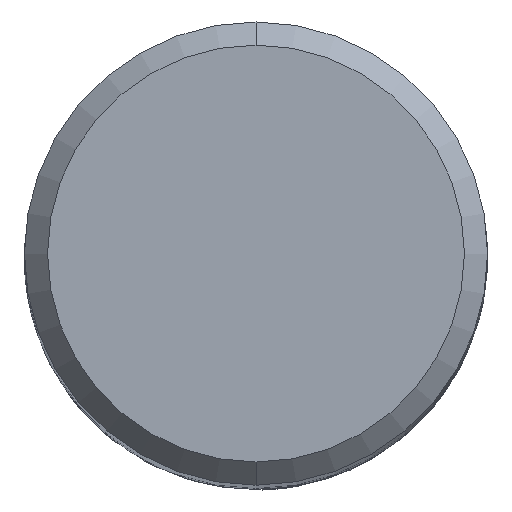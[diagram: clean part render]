
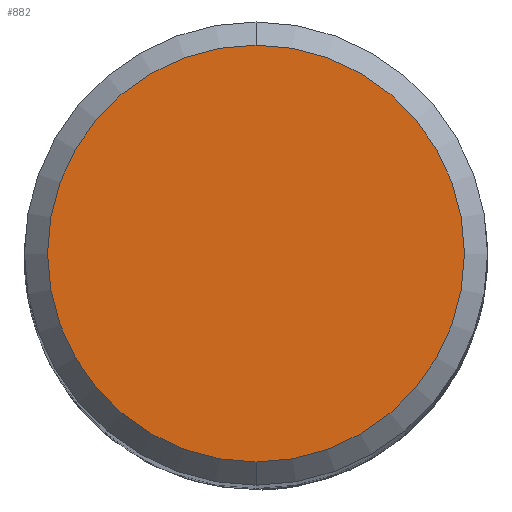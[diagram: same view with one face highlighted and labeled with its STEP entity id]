
A CAD part, top view. The second image highlights one B-rep face of the part: STEP entity #882.
In plain terms, the highlighted planar face has unit normal (0, 0, 1).
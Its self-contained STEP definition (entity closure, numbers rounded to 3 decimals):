
#552=EDGE_CURVE('',#1222,#1126,#1417,.T.);
#882=ADVANCED_FACE('',(#1773),#1774,.T.);
#1126=VERTEX_POINT('',#2046);
#1222=VERTEX_POINT('',#2150);
#1270=EDGE_CURVE('',#1126,#1222,#2201,.T.);
#1417=CIRCLE('',#2794,5.4);
#1773=FACE_OUTER_BOUND('',#6038,.T.);
#1774=PLANE('',#6039);
#2046=CARTESIAN_POINT('',(0.0,5.4,0.0));
#2150=CARTESIAN_POINT('',(0.,-5.4,0.0));
#2201=CIRCLE('',#9307,5.4);
#2794=AXIS2_PLACEMENT_3D('',#9668,#9669,#9670);
#6038=EDGE_LOOP('',(#9999,#10000));
#6039=AXIS2_PLACEMENT_3D('',#10001,#10002,#10003);
#9307=AXIS2_PLACEMENT_3D('',#10495,#10496,#10497);
#9668=CARTESIAN_POINT('',(0.0,0.0,0.0));
#9669=DIRECTION('',(0.0,0.0,-1.0));
#9670=DIRECTION('',(0.0,1.0,0.0));
#9999=ORIENTED_EDGE('',*,*,#1270,.F.);
#10000=ORIENTED_EDGE('',*,*,#552,.F.);
#10001=CARTESIAN_POINT('',(0.0,2.7,0.0));
#10002=DIRECTION('',(-0.0,0.0,1.0));
#10003=DIRECTION('',(0.0,-1.0,0.0));
#10495=CARTESIAN_POINT('',(0.0,0.0,0.0));
#10496=DIRECTION('',(0.0,0.0,-1.0));
#10497=DIRECTION('',(0.0,1.0,0.0));
